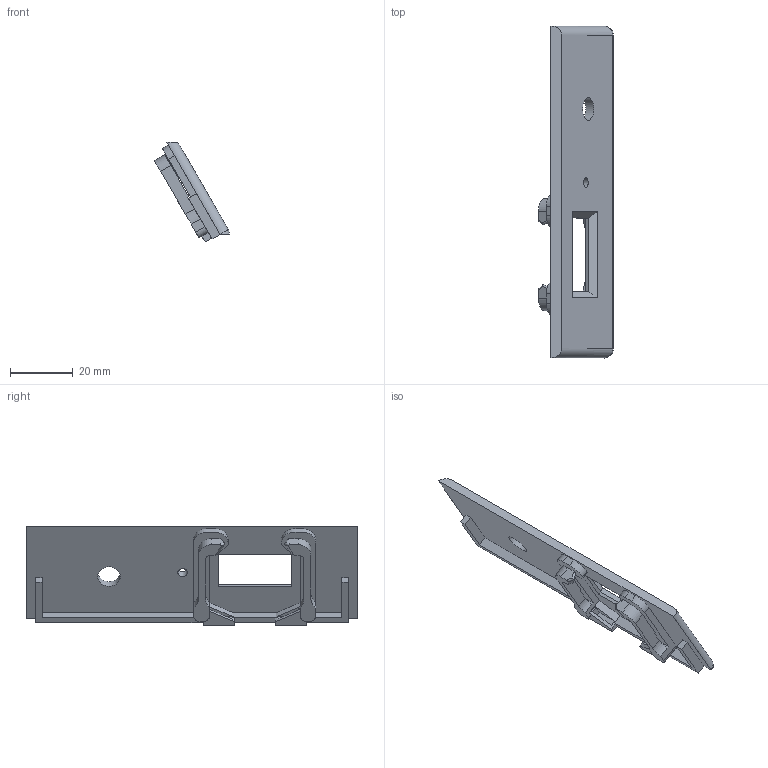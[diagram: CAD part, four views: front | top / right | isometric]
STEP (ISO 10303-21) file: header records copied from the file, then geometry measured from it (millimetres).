
FILE_DESCRIPTION(/* description */ (''),/* implementation_level */ '2;1');
FILE_NAME(/* name */ 'PETCTLcaseFrontTest-v19-03.step',/* time_stamp */ '2022-06-26T23:31:26+03:00',/* author */ (''),/* organization */ (''),/* preprocessor_version */ 'ST-DEVELOPER v19',/* originating_system */ 'Autodesk Translation Framework v11.7.0.108',/* authorisation */ '');
FILE_SCHEMA (('AUTOMOTIVE_DESIGN { 1 0 10303 214 3 1 1 }'));
Length unit declared in the file: millimetre
Products named in the file (3): (Unsaved); CaseV0; Front001
Assembly tree (2 placements, depth 3):
  (Unsaved)
    CaseV0
      Front001
Bounding box: 23.97 x 106 x 31.89 mm (x, y, z)
Volume: 12000.5 mm3; surface area: 9593.3 mm2
Topology: 1 solids, 1 shells, 110 faces, 304 edges, 198 vertices
Faces by surface type: plane 81, cylinder 27, bspline 2
Full cylindrical faces by diameter (mm): 3 x1, 7.2 x1
Entity records: 3772 total; most frequent: CARTESIAN_POINT 831, ORIENTED_EDGE 608, DIRECTION 588, EDGE_CURVE 304, LINE 246, VECTOR 246, VERTEX_POINT 198, AXIS2_PLACEMENT_3D 171
